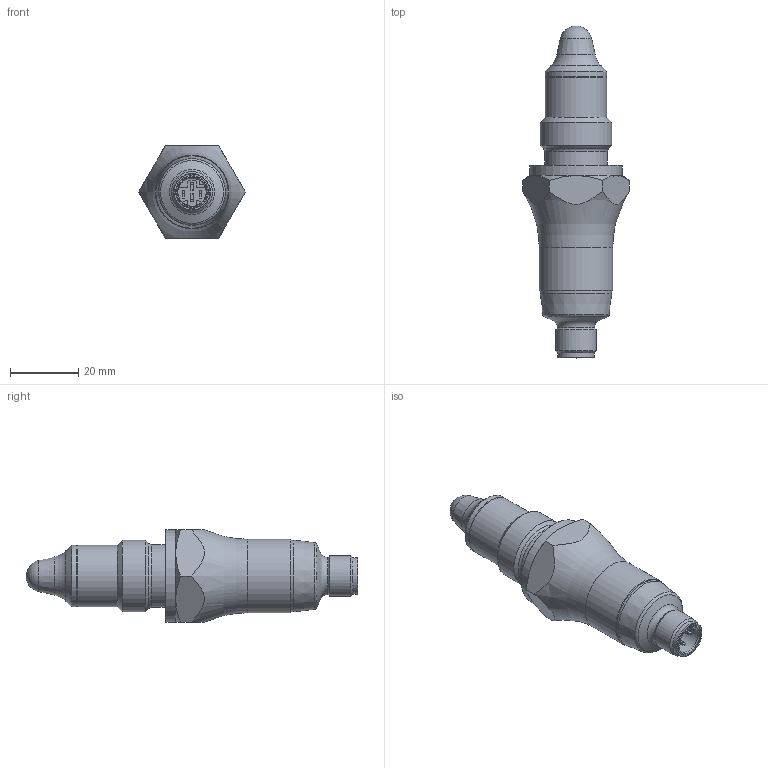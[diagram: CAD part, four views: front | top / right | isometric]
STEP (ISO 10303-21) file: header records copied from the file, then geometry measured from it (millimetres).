
FILE_DESCRIPTION(/* description */ ('Unknown'),/* implementation_level */ '2;1');
FILE_NAME(/* name */ 'PL20S-xxxx.xx2xxx.G510.xxxxxxxx',/* time_stamp */ '2019-11-08T10:29:12+01:00',/* author */ ('Unknown'),/* organization */ ('Unknown'),/* preprocessor_version */ 'ST-DEVELOPER v16.7',/* originating_system */ 'DEX',/* authorisation */ $);
FILE_SCHEMA (('AUTOMOTIVE_DESIGN {1 0 10303 214 3 1 1}'));
Length unit declared in the file: millimetre
Products named in the file (1): Part1
Bounding box: 31.18 x 97.05 x 27 mm (x, y, z)
Volume: 12776.1 mm3; surface area: 13748.5 mm2
Topology: 2 solids, 3 shells, 343 faces, 891 edges, 572 vertices
Faces by surface type: plane 164, cylinder 105, cone 46, torus 26, sphere 2
Full cylindrical faces by diameter (mm): 1.2 x1, 8 x1, 8.3 x1, 9.4 x4, 9.48 x4, 9.6 x1, 10.8 x1, 10.9 x1, 12 x1, 12.6 x1, 12.917 x1, 15 x1, 16.5 x1, 16.6 x1, 17.8 x1, 18 x2, 18.4 x1, 18.95 x1, 19 x2, 19.5 x1, 19.55 x1, 19.6 x1, 20 x1, 20.5 x1, 20.6 x1, 20.955 x1, 21 x1, 21.5 x1, 24 x1, 26.9 x1
Entity records: 12218 total; most frequent: CARTESIAN_POINT 1885, DIRECTION 1682, ORIENTED_EDGE 1520, EDGE_CURVE 760, AXIS2_PLACEMENT_3D 628, VERTEX_POINT 531, EDGE_LOOP 453, FACE_BOUND 453
